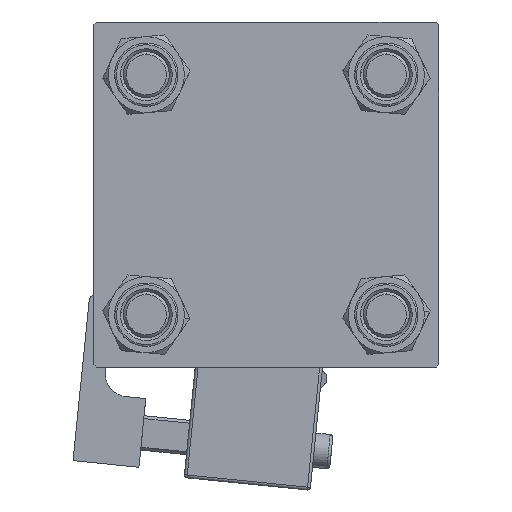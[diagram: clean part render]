
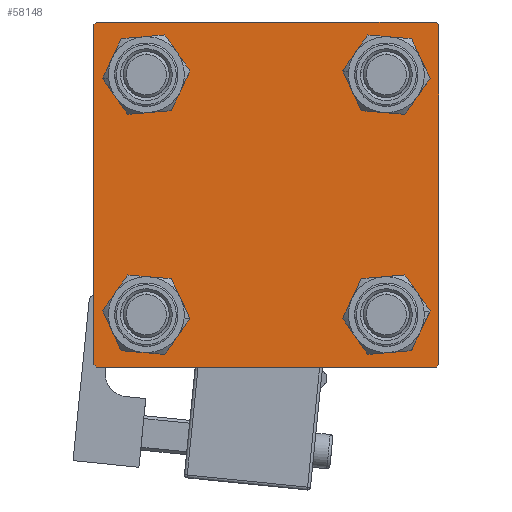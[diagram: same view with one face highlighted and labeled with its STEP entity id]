
A CAD part, left-side view. The second image highlights one B-rep face of the part: STEP entity #58148.
In plain terms, the highlighted planar face has unit normal (-1, 0, 0).
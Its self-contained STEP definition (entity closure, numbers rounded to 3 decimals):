
#109 = EDGE_CURVE ( 'NONE', #44631, #53993, #31581, .T. ) ;
#510 = CARTESIAN_POINT ( 'NONE',  ( 0., -29.5, -30. ) ) ;
#531 = DIRECTION ( 'NONE',  ( 0., 0., 1. ) ) ;
#751 = CARTESIAN_POINT ( 'NONE',  ( 0., -30., -29.5 ) ) ;
#1225 = DIRECTION ( 'NONE',  ( 1., 0., 0. ) ) ;
#1340 = CARTESIAN_POINT ( 'NONE',  ( 0., 20.85, 16.35 ) ) ;
#1446 = DIRECTION ( 'NONE',  ( 0., 0., 1. ) ) ;
#1902 = AXIS2_PLACEMENT_3D ( 'NONE', #40131, #6682, #31444 ) ;
#2648 = ORIENTED_EDGE ( 'NONE', *, *, #8722, .T. ) ;
#3093 = VERTEX_POINT ( 'NONE', #17783 ) ;
#4236 = CARTESIAN_POINT ( 'NONE',  ( 0., -20.85, 25.35 ) ) ;
#4669 = VECTOR ( 'NONE', #9502, 1000. ) ;
#6102 = CARTESIAN_POINT ( 'NONE',  ( 0., -20.85, -20.85 ) ) ;
#6437 = EDGE_LOOP ( 'NONE', ( #47972, #45098 ) ) ;
#6682 = DIRECTION ( 'NONE',  ( 1., 0., 0. ) ) ;
#6737 = AXIS2_PLACEMENT_3D ( 'NONE', #38416, #1225, #14579 ) ;
#7345 = EDGE_CURVE ( 'NONE', #26448, #53088, #36333, .T. ) ;
#7895 = DIRECTION ( 'NONE',  ( 1., 0., 0. ) ) ;
#8140 = DIRECTION ( 'NONE',  ( 0., -1., 0. ) ) ;
#8722 = EDGE_CURVE ( 'NONE', #20412, #15324, #17393, .T. ) ;
#9222 = FACE_BOUND ( 'NONE', #28556, .T. ) ;
#9502 = DIRECTION ( 'NONE',  ( 0., -0.707, 0.707 ) ) ;
#9779 = CARTESIAN_POINT ( 'NONE',  ( 0., -20.85, -25.35 ) ) ;
#10367 = VERTEX_POINT ( 'NONE', #59395 ) ;
#10875 = EDGE_LOOP ( 'NONE', ( #14941, #40402 ) ) ;
#10876 = VECTOR ( 'NONE', #59765, 1000. ) ;
#11008 = AXIS2_PLACEMENT_3D ( 'NONE', #30235, #34890, #38917 ) ;
#11557 = DIRECTION ( 'NONE',  ( 0., 0., 1. ) ) ;
#11607 = EDGE_CURVE ( 'NONE', #13277, #53981, #35717, .T. ) ;
#12561 = CARTESIAN_POINT ( 'NONE',  ( 0., -20.85, 20.85 ) ) ;
#13147 = CARTESIAN_POINT ( 'NONE',  ( 0., -20.85, 20.85 ) ) ;
#13228 = CARTESIAN_POINT ( 'NONE',  ( 0., 30., 29.5 ) ) ;
#13277 = VERTEX_POINT ( 'NONE', #41898 ) ;
#13281 = EDGE_CURVE ( 'NONE', #53993, #44631, #43312, .T. ) ;
#13742 = ORIENTED_EDGE ( 'NONE', *, *, #47471, .T. ) ;
#14579 = DIRECTION ( 'NONE',  ( 0., 0., 1. ) ) ;
#14679 = AXIS2_PLACEMENT_3D ( 'NONE', #13147, #46605, #22431 ) ;
#14758 = LINE ( 'NONE', #42330, #4669 ) ;
#14941 = ORIENTED_EDGE ( 'NONE', *, *, #15163, .T. ) ;
#15100 = CIRCLE ( 'NONE', #40780, 4.5 ) ;
#15154 = EDGE_CURVE ( 'NONE', #53825, #26448, #43977, .T. ) ;
#15163 = EDGE_CURVE ( 'NONE', #10367, #32242, #38403, .T. ) ;
#15324 = VERTEX_POINT ( 'NONE', #4236 ) ;
#15424 = AXIS2_PLACEMENT_3D ( 'NONE', #12561, #7895, #36078 ) ;
#16447 = CARTESIAN_POINT ( 'NONE',  ( 0., 29.75, 29.75 ) ) ;
#17356 = ORIENTED_EDGE ( 'NONE', *, *, #15154, .T. ) ;
#17393 = CIRCLE ( 'NONE', #15424, 4.5 ) ;
#17783 = CARTESIAN_POINT ( 'NONE',  ( 0., -20.85, -16.35 ) ) ;
#18362 = CARTESIAN_POINT ( 'NONE',  ( 0., 20.85, -20.85 ) ) ;
#18493 = VECTOR ( 'NONE', #37524, 1000. ) ;
#20053 = CARTESIAN_POINT ( 'NONE',  ( 0., 20.85, 20.85 ) ) ;
#20327 = PLANE ( 'NONE',  #11008 ) ;
#20412 = VERTEX_POINT ( 'NONE', #54739 ) ;
#21045 = EDGE_CURVE ( 'NONE', #13277, #53825, #44645, .T. ) ;
#22066 = DIRECTION ( 'NONE',  ( 1., 0., 0. ) ) ;
#22169 = CIRCLE ( 'NONE', #54840, 4.5 ) ;
#22431 = DIRECTION ( 'NONE',  ( 0., 0., 1. ) ) ;
#23497 = VECTOR ( 'NONE', #48626, 1000. ) ;
#25019 = DIRECTION ( 'NONE',  ( 1., 0., 0. ) ) ;
#25237 = ORIENTED_EDGE ( 'NONE', *, *, #109, .T. ) ;
#25300 = FACE_OUTER_BOUND ( 'NONE', #41862, .T. ) ;
#25605 = FACE_BOUND ( 'NONE', #10875, .T. ) ;
#26448 = VERTEX_POINT ( 'NONE', #26950 ) ;
#26950 = CARTESIAN_POINT ( 'NONE',  ( 0., 30., -29.5 ) ) ;
#27041 = DIRECTION ( 'NONE',  ( 0., 0., 1. ) ) ;
#27318 = LINE ( 'NONE', #60211, #18493 ) ;
#27464 = ORIENTED_EDGE ( 'NONE', *, *, #54636, .F. ) ;
#27483 = LINE ( 'NONE', #50747, #10876 ) ;
#28556 = EDGE_LOOP ( 'NONE', ( #56208, #25237 ) ) ;
#28823 = DIRECTION ( 'NONE',  ( 0., 0., -1. ) ) ;
#29706 = LINE ( 'NONE', #47725, #23497 ) ;
#30235 = CARTESIAN_POINT ( 'NONE',  ( 0., 0., 0. ) ) ;
#30529 = EDGE_CURVE ( 'NONE', #3093, #40926, #15100, .T. ) ;
#31444 = DIRECTION ( 'NONE',  ( 0., 0., 1. ) ) ;
#31581 = CIRCLE ( 'NONE', #1902, 4.5 ) ;
#31695 = DIRECTION ( 'NONE',  ( 0., -0.707, -0.707 ) ) ;
#32242 = VERTEX_POINT ( 'NONE', #1340 ) ;
#32758 = FACE_BOUND ( 'NONE', #32881, .T. ) ;
#32881 = EDGE_LOOP ( 'NONE', ( #41221, #2648 ) ) ;
#33449 = VECTOR ( 'NONE', #28823, 1000. ) ;
#33557 = EDGE_CURVE ( 'NONE', #32242, #10367, #22169, .T. ) ;
#33936 = ORIENTED_EDGE ( 'NONE', *, *, #21045, .T. ) ;
#34635 = VECTOR ( 'NONE', #53365, 1000. ) ;
#34890 = DIRECTION ( 'NONE',  ( -1., 0., 0. ) ) ;
#35132 = VECTOR ( 'NONE', #31695, 1000. ) ;
#35717 = LINE ( 'NONE', #60232, #54108 ) ;
#35950 = ORIENTED_EDGE ( 'NONE', *, *, #43511, .T. ) ;
#36078 = DIRECTION ( 'NONE',  ( 0., 0., 1. ) ) ;
#36333 = LINE ( 'NONE', #55282, #35132 ) ;
#37338 = VERTEX_POINT ( 'NONE', #751 ) ;
#37524 = DIRECTION ( 'NONE',  ( 0., 0.707, 0.707 ) ) ;
#37720 = ORIENTED_EDGE ( 'NONE', *, *, #11607, .F. ) ;
#38403 = CIRCLE ( 'NONE', #6737, 4.5 ) ;
#38416 = CARTESIAN_POINT ( 'NONE',  ( 0., 20.85, 20.85 ) ) ;
#38799 = EDGE_CURVE ( 'NONE', #40926, #3093, #53023, .T. ) ;
#38917 = DIRECTION ( 'NONE',  ( 0., 0., 1. ) ) ;
#40131 = CARTESIAN_POINT ( 'NONE',  ( 0., 20.85, -20.85 ) ) ;
#40402 = ORIENTED_EDGE ( 'NONE', *, *, #33557, .T. ) ;
#40780 = AXIS2_PLACEMENT_3D ( 'NONE', #59612, #22066, #11557 ) ;
#40926 = VERTEX_POINT ( 'NONE', #9779 ) ;
#41221 = ORIENTED_EDGE ( 'NONE', *, *, #49789, .T. ) ;
#41862 = EDGE_LOOP ( 'NONE', ( #17356, #56007, #13742, #35950, #27464, #57892, #37720, #33936 ) ) ;
#41898 = CARTESIAN_POINT ( 'NONE',  ( 0., 29.5, 30. ) ) ;
#42292 = AXIS2_PLACEMENT_3D ( 'NONE', #18362, #51852, #27041 ) ;
#42330 = CARTESIAN_POINT ( 'NONE',  ( 0., -29.75, -29.75 ) ) ;
#42891 = EDGE_CURVE ( 'NONE', #54828, #53981, #27318, .T. ) ;
#42979 = DIRECTION ( 'NONE',  ( 1., 0., 0. ) ) ;
#43072 = AXIS2_PLACEMENT_3D ( 'NONE', #6102, #25019, #1446 ) ;
#43312 = CIRCLE ( 'NONE', #42292, 4.5 ) ;
#43511 = EDGE_CURVE ( 'NONE', #58062, #37338, #14758, .T. ) ;
#43977 = LINE ( 'NONE', #53321, #33449 ) ;
#44160 = CARTESIAN_POINT ( 'NONE',  ( 0., -30., 29.5 ) ) ;
#44631 = VERTEX_POINT ( 'NONE', #48542 ) ;
#44645 = LINE ( 'NONE', #16447, #34635 ) ;
#45098 = ORIENTED_EDGE ( 'NONE', *, *, #38799, .T. ) ;
#45331 = CIRCLE ( 'NONE', #14679, 4.5 ) ;
#45386 = CARTESIAN_POINT ( 'NONE',  ( 0., 20.85, -16.35 ) ) ;
#46605 = DIRECTION ( 'NONE',  ( 1., 0., 0. ) ) ;
#47471 = EDGE_CURVE ( 'NONE', #53088, #58062, #29706, .T. ) ;
#47725 = CARTESIAN_POINT ( 'NONE',  ( 0., 30., -30. ) ) ;
#47972 = ORIENTED_EDGE ( 'NONE', *, *, #30529, .T. ) ;
#48542 = CARTESIAN_POINT ( 'NONE',  ( 0., 20.85, -25.35 ) ) ;
#48626 = DIRECTION ( 'NONE',  ( 0., -1., 0. ) ) ;
#49789 = EDGE_CURVE ( 'NONE', #15324, #20412, #45331, .T. ) ;
#50747 = CARTESIAN_POINT ( 'NONE',  ( 0., -30., 30. ) ) ;
#51700 = FACE_BOUND ( 'NONE', #6437, .T. ) ;
#51852 = DIRECTION ( 'NONE',  ( 1., 0., 0. ) ) ;
#53023 = CIRCLE ( 'NONE', #43072, 4.5 ) ;
#53088 = VERTEX_POINT ( 'NONE', #60281 ) ;
#53321 = CARTESIAN_POINT ( 'NONE',  ( 0., 30., 30. ) ) ;
#53365 = DIRECTION ( 'NONE',  ( 0., 0.707, -0.707 ) ) ;
#53825 = VERTEX_POINT ( 'NONE', #13228 ) ;
#53981 = VERTEX_POINT ( 'NONE', #59983 ) ;
#53993 = VERTEX_POINT ( 'NONE', #45386 ) ;
#54108 = VECTOR ( 'NONE', #8140, 1000. ) ;
#54636 = EDGE_CURVE ( 'NONE', #54828, #37338, #27483, .T. ) ;
#54739 = CARTESIAN_POINT ( 'NONE',  ( 0., -20.85, 16.35 ) ) ;
#54828 = VERTEX_POINT ( 'NONE', #44160 ) ;
#54840 = AXIS2_PLACEMENT_3D ( 'NONE', #20053, #42979, #531 ) ;
#55282 = CARTESIAN_POINT ( 'NONE',  ( 0., 29.75, -29.75 ) ) ;
#56007 = ORIENTED_EDGE ( 'NONE', *, *, #7345, .T. ) ;
#56208 = ORIENTED_EDGE ( 'NONE', *, *, #13281, .T. ) ;
#57892 = ORIENTED_EDGE ( 'NONE', *, *, #42891, .T. ) ;
#58062 = VERTEX_POINT ( 'NONE', #510 ) ;
#58148 = ADVANCED_FACE ( 'NONE', ( #32758, #51700, #9222, #25605, #25300 ), #20327, .T. ) ;
#59395 = CARTESIAN_POINT ( 'NONE',  ( 0., 20.85, 25.35 ) ) ;
#59612 = CARTESIAN_POINT ( 'NONE',  ( 0., -20.85, -20.85 ) ) ;
#59765 = DIRECTION ( 'NONE',  ( 0., 0., -1. ) ) ;
#59983 = CARTESIAN_POINT ( 'NONE',  ( 0., -29.5, 30. ) ) ;
#60211 = CARTESIAN_POINT ( 'NONE',  ( 0., -29.75, 29.75 ) ) ;
#60232 = CARTESIAN_POINT ( 'NONE',  ( 0., 30., 30. ) ) ;
#60281 = CARTESIAN_POINT ( 'NONE',  ( 0., 29.5, -30. ) ) ;
